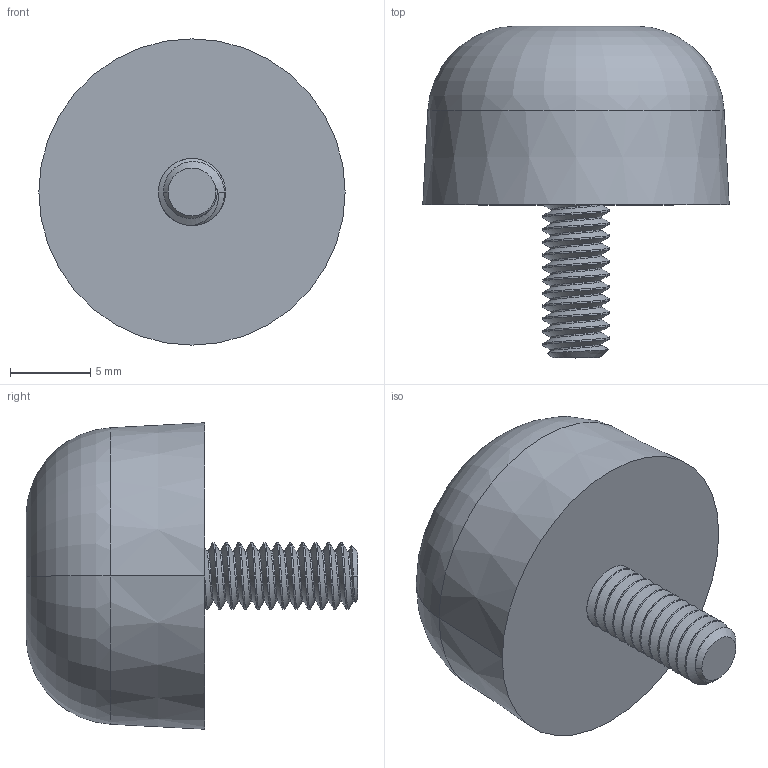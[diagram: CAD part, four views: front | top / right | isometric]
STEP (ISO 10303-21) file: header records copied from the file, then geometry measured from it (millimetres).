
FILE_DESCRIPTION (( 'STEP AP214' ), '1' );
FILE_NAME ('9541K2_THREADED-STUD BUMPER.step', '2021-02-21T00:26:16', ( '' ), ( '' ), 'SwSTEP 2.0', 'SolidWorks 2021', '' );
FILE_SCHEMA (( 'AUTOMOTIVE_DESIGN' ));
Length unit declared in the file: inch
Products named in the file (1): 9541K2_THREADED-STUD BUMPER
Bounding box: 19.05 x 20.64 x 19.05 mm (x, y, z)
Volume: 2789.5 mm3; surface area: 1247.1 mm2
Topology: 1 solids, 1 shells, 38 faces, 102 edges, 67 vertices
Faces by surface type: cylinder 23, cone 5, plane 4, bspline 4, torus 2
Entity records: 3573 total; most frequent: CARTESIAN_POINT 2748, ORIENTED_EDGE 204, DIRECTION 127, EDGE_CURVE 102, VERTEX_POINT 67, AXIS2_PLACEMENT_3D 48, EDGE_LOOP 39, FACE_OUTER_BOUND 38
